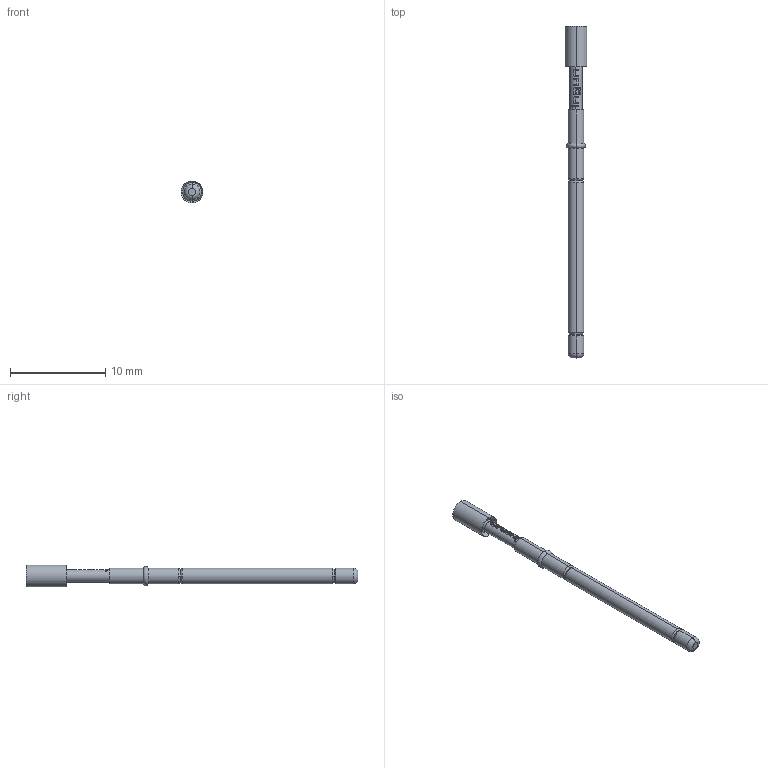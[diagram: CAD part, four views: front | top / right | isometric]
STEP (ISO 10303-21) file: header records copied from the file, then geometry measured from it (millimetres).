
FILE_DESCRIPTION (( 'STEP AP203' ), '1' );
FILE_NAME ('INGUN_GKS-912_006_230_A_xx04.STEP', '2021-09-21T12:21:42', ( 'ochi' ), ( '' ), 'SwSTEP 2.0', 'SolidWorks 2018', '' );
FILE_SCHEMA (( 'CONFIG_CONTROL_DESIGN' ));
Length unit declared in the file: millimetre
Products named in the file (1): INGUN_GKS-912_006_230_A_xx04
Bounding box: 2.3 x 34.8 x 2.3 mm (x, y, z)
Volume: 74.9 mm3; surface area: 209.9 mm2
Topology: 1 solids, 1 shells, 180 faces, 443 edges, 271 vertices
Faces by surface type: plane 63, bspline 61, cylinder 28, cone 16, torus 12
Entity records: 6340 total; most frequent: CARTESIAN_POINT 2738, ORIENTED_EDGE 886, DIRECTION 499, EDGE_CURVE 443, VERTEX_POINT 271, B_SPLINE_CURVE_WITH_KNOTS 204, AXIS2_PLACEMENT_3D 196, EDGE_LOOP 186
